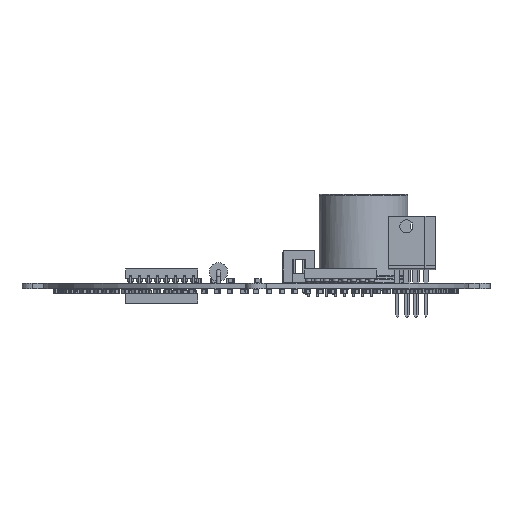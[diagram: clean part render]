
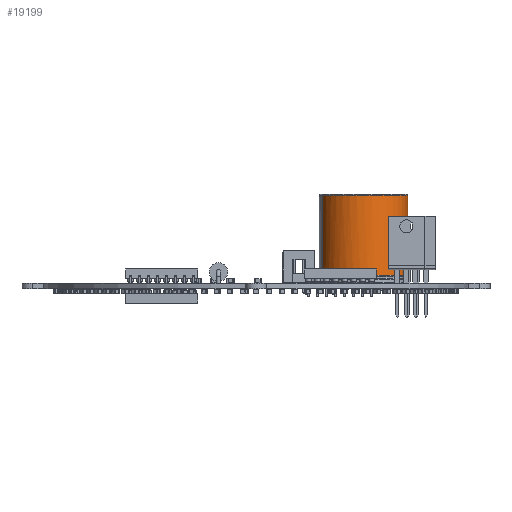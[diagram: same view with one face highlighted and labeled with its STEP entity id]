
A CAD part, front view. The second image highlights one B-rep face of the part: STEP entity #19199.
In plain terms, the highlighted cylindrical face has radius 12.5 mm (diameter 25 mm), a partial arc.
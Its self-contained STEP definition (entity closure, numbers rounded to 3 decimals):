
#18836 = VERTEX_POINT('',#18837);
#18837 = CARTESIAN_POINT('',(16.548,-4.784,
    2.135));
#18848 = EDGE_CURVE('',#18836,#18849,#18851,.T.);
#18849 = VERTEX_POINT('',#18850);
#18850 = CARTESIAN_POINT('',(16.548,4.784,
    2.135));
#18851 = B_SPLINE_CURVE_WITH_KNOTS('',12,(#18852,#18853,#18854,#18855,
    #18856,#18857,#18858,#18859,#18860,#18861,#18862,#18863,#18864,
    #18865,#18866,#18867,#18868,#18869,#18870,#18871,#18872,#18873,
    #18874,#18875,#18876,#18877,#18878,#18879,#18880,#18881,#18882,
    #18883,#18884,#18885,#18886),.UNSPECIFIED.,.F.,.F.,(13,11,11,13),(
    -2.928,0.,68.722,71.65)
  ,.UNSPECIFIED.);
#18852 = CARTESIAN_POINT('',(17.669,-2.078,
    2.135));
#18853 = CARTESIAN_POINT('',(17.575,-2.305,
    2.135));
#18854 = CARTESIAN_POINT('',(17.481,-2.532,
    2.135));
#18855 = CARTESIAN_POINT('',(17.387,-2.758,
    2.135));
#18856 = CARTESIAN_POINT('',(17.294,-2.985,
    2.135));
#18857 = CARTESIAN_POINT('',(17.2,-3.21,
    2.135));
#18858 = CARTESIAN_POINT('',(17.107,-3.436,
    2.135));
#18859 = CARTESIAN_POINT('',(17.013,-3.661,
    2.135));
#18860 = CARTESIAN_POINT('',(16.92,-3.886,
    2.135));
#18861 = CARTESIAN_POINT('',(16.827,-4.111,
    2.135));
#18862 = CARTESIAN_POINT('',(16.734,-4.336,
    2.135));
#18863 = CARTESIAN_POINT('',(16.641,-4.56,
    2.135));
#18864 = CARTESIAN_POINT('',(14.372,-10.038,
    2.135));
#18865 = CARTESIAN_POINT('',(9.553,-14.292,
    2.135));
#18866 = CARTESIAN_POINT('',(2.598,-15.977,2.135
    ));
#18867 = CARTESIAN_POINT('',(-4.861,-13.785,
    2.135));
#18868 = CARTESIAN_POINT('',(-10.414,-8.314,
    2.135));
#18869 = CARTESIAN_POINT('',(-13.197,0.,
    2.135));
#18870 = CARTESIAN_POINT('',(-10.414,8.314,
    2.135));
#18871 = CARTESIAN_POINT('',(-4.861,13.785,
    2.135));
#18872 = CARTESIAN_POINT('',(2.598,15.977,2.135
    ));
#18873 = CARTESIAN_POINT('',(9.553,14.292,
    2.135));
#18874 = CARTESIAN_POINT('',(14.372,10.038,
    2.135));
#18875 = CARTESIAN_POINT('',(16.641,4.56,
    2.135));
#18876 = CARTESIAN_POINT('',(16.734,4.336,
    2.135));
#18877 = CARTESIAN_POINT('',(16.827,4.111,
    2.135));
#18878 = CARTESIAN_POINT('',(16.92,3.886,
    2.135));
#18879 = CARTESIAN_POINT('',(17.013,3.661,
    2.135));
#18880 = CARTESIAN_POINT('',(17.107,3.436,
    2.135));
#18881 = CARTESIAN_POINT('',(17.2,3.21,
    2.135));
#18882 = CARTESIAN_POINT('',(17.294,2.985,
    2.135));
#18883 = CARTESIAN_POINT('',(17.387,2.758,
    2.135));
#18884 = CARTESIAN_POINT('',(17.481,2.532,
    2.135));
#18885 = CARTESIAN_POINT('',(17.575,2.305,
    2.135));
#18886 = CARTESIAN_POINT('',(17.669,2.078,
    2.135));
#19199 = ADVANCED_FACE('',(#19200),#19226,.T.);
#19200 = FACE_BOUND('',#19201,.T.);
#19201 = EDGE_LOOP('',(#19202,#19213,#19219,#19220));
#19202 = ORIENTED_EDGE('',*,*,#19203,.T.);
#19203 = EDGE_CURVE('',#19204,#19206,#19208,.T.);
#19204 = VERTEX_POINT('',#19205);
#19205 = CARTESIAN_POINT('',(16.548,-4.784,24.8));
#19206 = VERTEX_POINT('',#19207);
#19207 = CARTESIAN_POINT('',(16.548,4.784,24.8));
#19208 = CIRCLE('',#19209,12.5);
#19209 = AXIS2_PLACEMENT_3D('',#19210,#19211,#19212);
#19210 = CARTESIAN_POINT('',(5.,0.,24.8));
#19211 = DIRECTION('',(0.,-0.,-1.));
#19212 = DIRECTION('',(0.924,-0.383,0.));
#19213 = ORIENTED_EDGE('',*,*,#19214,.F.);
#19214 = EDGE_CURVE('',#18849,#19206,#19215,.T.);
#19215 = LINE('',#19216,#19217);
#19216 = CARTESIAN_POINT('',(16.548,4.784,2.));
#19217 = VECTOR('',#19218,1.);
#19218 = DIRECTION('',(0.,0.,1.));
#19219 = ORIENTED_EDGE('',*,*,#18848,.F.);
#19220 = ORIENTED_EDGE('',*,*,#19221,.T.);
#19221 = EDGE_CURVE('',#18836,#19204,#19222,.T.);
#19222 = LINE('',#19223,#19224);
#19223 = CARTESIAN_POINT('',(16.548,-4.784,2.));
#19224 = VECTOR('',#19225,1.);
#19225 = DIRECTION('',(0.,0.,1.));
#19226 = CYLINDRICAL_SURFACE('',#19227,12.5);
#19227 = AXIS2_PLACEMENT_3D('',#19228,#19229,#19230);
#19228 = CARTESIAN_POINT('',(5.,0.,2.));
#19229 = DIRECTION('',(0.,0.,1.));
#19230 = DIRECTION('',(0.924,-0.383,0.));
